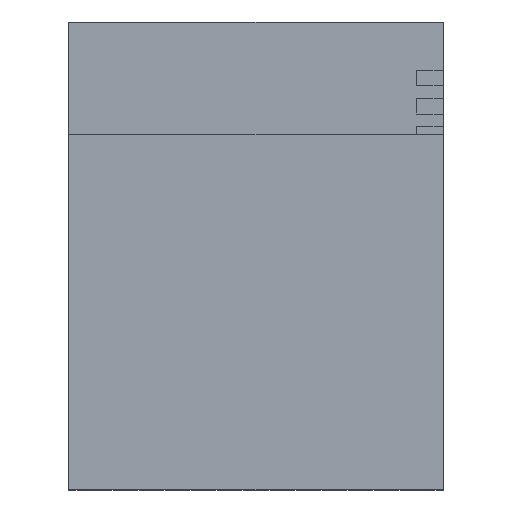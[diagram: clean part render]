
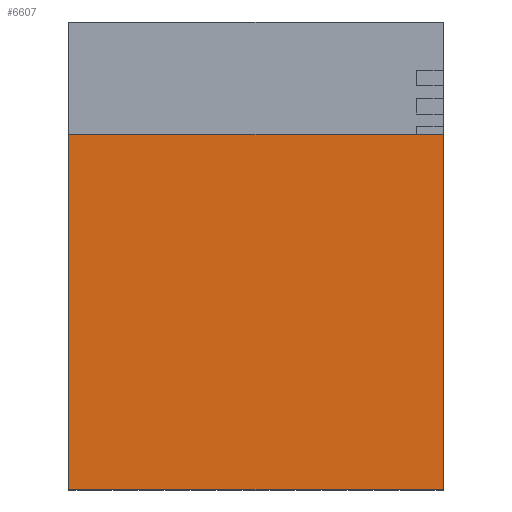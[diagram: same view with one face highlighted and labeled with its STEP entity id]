
A CAD part, top view. The second image highlights one B-rep face of the part: STEP entity #6607.
In plain terms, the highlighted planar face has unit normal (0, 0, 1).
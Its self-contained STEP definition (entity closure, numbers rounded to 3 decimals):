
#459=FACE_OUTER_BOUND('',#831,.T.);
#831=EDGE_LOOP('',(#5857,#5858,#5859,#5860));
#1711=LINE('',#10500,#2599);
#1714=LINE('',#10506,#2602);
#1717=LINE('',#10512,#2605);
#1720=LINE('',#10516,#2608);
#2599=VECTOR('',#8646,10.);
#2602=VECTOR('',#8651,10.);
#2605=VECTOR('',#8656,10.);
#2608=VECTOR('',#8661,10.);
#3195=VERTEX_POINT('',#10497);
#3196=VERTEX_POINT('',#10499);
#3198=VERTEX_POINT('',#10505);
#3200=VERTEX_POINT('',#10511);
#4079=EDGE_CURVE('',#3196,#3195,#1711,.T.);
#4082=EDGE_CURVE('',#3198,#3196,#1714,.T.);
#4085=EDGE_CURVE('',#3200,#3198,#1717,.T.);
#4088=EDGE_CURVE('',#3195,#3200,#1720,.T.);
#5857=ORIENTED_EDGE('',*,*,#4088,.T.);
#5858=ORIENTED_EDGE('',*,*,#4085,.T.);
#5859=ORIENTED_EDGE('',*,*,#4082,.T.);
#5860=ORIENTED_EDGE('',*,*,#4079,.T.);
#6235=PLANE('',#7030);
#6607=ADVANCED_FACE('',(#459),#6235,.T.);
#7030=AXIS2_PLACEMENT_3D('',#10517,#8662,#8663);
#8646=DIRECTION('',(1.,0.,0.));
#8651=DIRECTION('',(0.,-1.,0.));
#8656=DIRECTION('',(-1.,0.,0.));
#8661=DIRECTION('',(0.,1.,0.));
#8662=DIRECTION('center_axis',(0.,0.,1.));
#8663=DIRECTION('ref_axis',(1.,0.,0.));
#10497=CARTESIAN_POINT('',(6.,-7.5,2.));
#10499=CARTESIAN_POINT('',(-6.,-7.5,2.));
#10500=CARTESIAN_POINT('',(6.,-7.5,2.));
#10505=CARTESIAN_POINT('',(-6.,3.9,2.));
#10506=CARTESIAN_POINT('',(-6.,-7.5,2.));
#10511=CARTESIAN_POINT('',(6.,3.9,2.));
#10512=CARTESIAN_POINT('',(-6.,3.9,2.));
#10516=CARTESIAN_POINT('',(6.,3.65,2.));
#10517=CARTESIAN_POINT('Origin',(0.,-1.8,2.));
